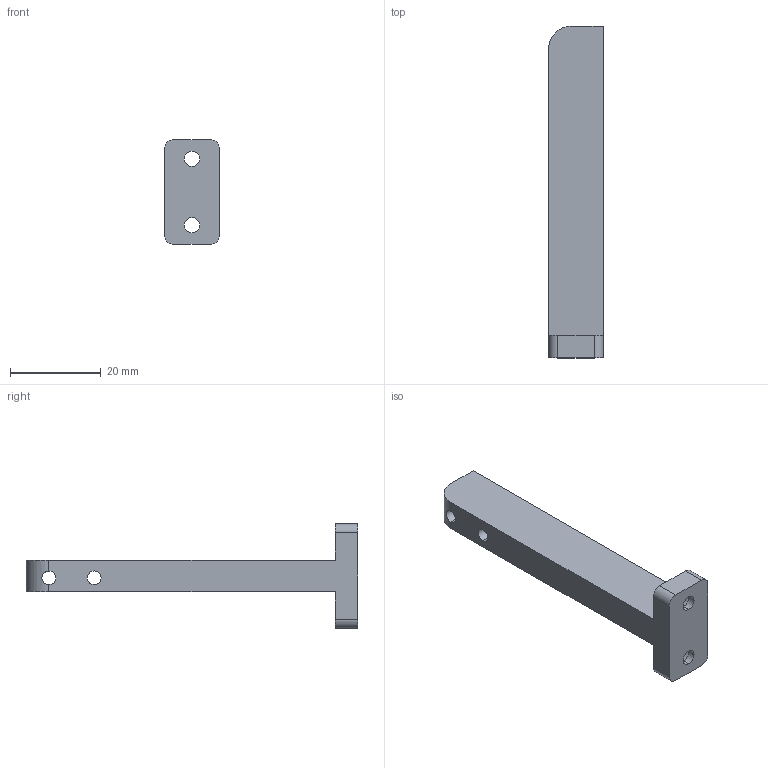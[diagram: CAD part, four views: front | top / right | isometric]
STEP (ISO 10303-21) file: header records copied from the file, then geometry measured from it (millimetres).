
FILE_DESCRIPTION (( 'STEP AP203' ), '1' );
FILE_NAME ('MountingBlockB.STEP', '2024-06-03T15:26:14', ( '' ), ( '' ), 'SwSTEP 2.0', 'SolidWorks 2023', '' );
FILE_SCHEMA (( 'CONFIG_CONTROL_DESIGN' ));
Length unit declared in the file: millimetre
Products named in the file (1): MountingBlockB
Bounding box: 12 x 73 x 23 mm (x, y, z)
Volume: 6613.1 mm3; surface area: 3769.7 mm2
Topology: 1 solids, 1 shells, 33 faces, 84 edges, 54 vertices
Faces by surface type: cylinder 17, plane 12, cone 4
Entity records: 1123 total; most frequent: CARTESIAN_POINT 197, DIRECTION 188, ORIENTED_EDGE 168, EDGE_CURVE 84, AXIS2_PLACEMENT_3D 71, VERTEX_POINT 54, LINE 46, VECTOR 46
